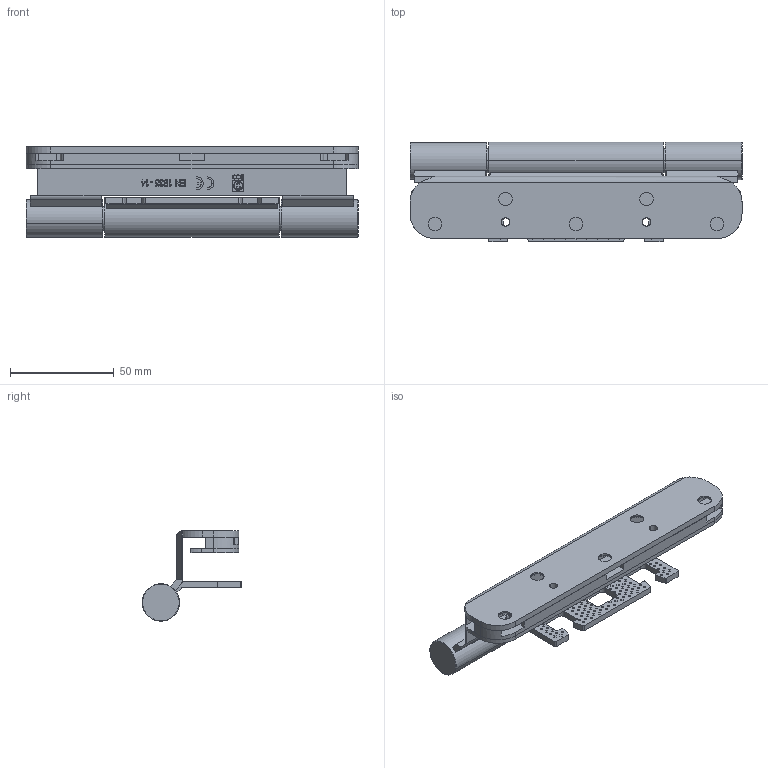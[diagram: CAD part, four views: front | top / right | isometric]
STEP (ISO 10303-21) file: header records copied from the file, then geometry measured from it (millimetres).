
FILE_DESCRIPTION (( 'STEP AP203' ), '1' );
FILE_NAME ('OBX-18-1532-160-LG-RC-B_D042-26480.STEP', '2022-05-04T09:42:53', ( '' ), ( '' ), 'SwSTEP 2.0', 'SolidWorks 2020', '' );
FILE_SCHEMA (( 'CONFIG_CONTROL_DESIGN' ));
Length unit declared in the file: millimetre
Products named in the file (10): D044-14308; OBX-18-1532-160-LG-RC-B_D042-26480; B01572; B01613; D043-19098; DIN5401-III; B03164; D044-14309; D046-14312; D043-25252
Assembly tree (13 placements, depth 2):
  OBX-18-1532-160-LG-RC-B_D042-26480
    D043-19098
    D043-25252
    D044-14308  x2
    D044-14309
    B01572  x2
    D046-14312  x2
    DIN5401-III  x2
    B01613
    B03164
Bounding box: 160 x 48 x 43.5 mm (x, y, z)
Volume: 83479 mm3; surface area: 55813.9 mm2
Topology: 13 solids, 13 shells, 1864 faces, 4137 edges, 2642 vertices
Faces by surface type: plane 1590, cylinder 173, bspline 51, cone 34, sphere 12, torus 4
Entity records: 52912 total; most frequent: CARTESIAN_POINT 11537, ORIENTED_EDGE 8064, DIRECTION 7813, EDGE_CURVE 4032, VECTOR 3551, LINE 3551, VERTEX_POINT 2574, EDGE_LOOP 2192
